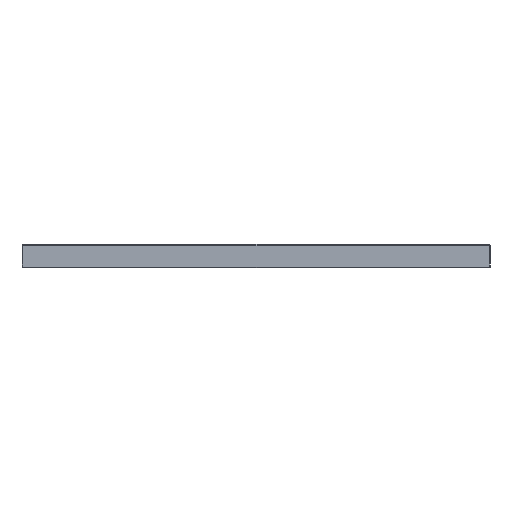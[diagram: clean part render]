
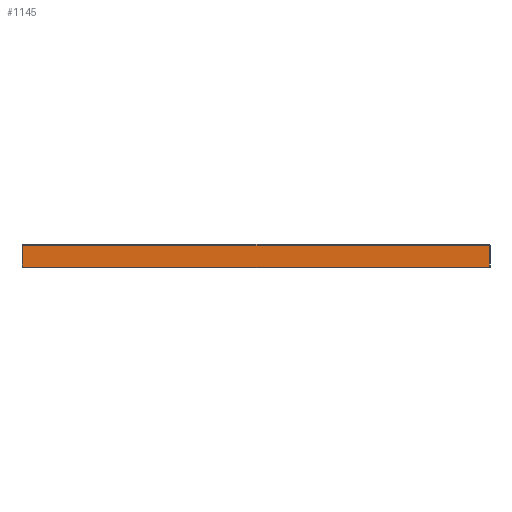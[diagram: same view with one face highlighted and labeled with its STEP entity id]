
A CAD part, left-side view. The second image highlights one B-rep face of the part: STEP entity #1145.
In plain terms, the highlighted planar face has unit normal (-1, 0, 0).
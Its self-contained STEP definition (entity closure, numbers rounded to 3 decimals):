
#516=B_SPLINE_CURVE_WITH_KNOTS('',3,(#10742,#10743,#10744,#10745,#10746,
#10747,#10748,#10749,#10750,#10751,#10752),.UNSPECIFIED.,.F.,.F.,(4,2,1,
1,1,2,4),(0.,0.031,0.062,0.125,0.25,
0.5,1.),.UNSPECIFIED.);
#517=B_SPLINE_CURVE_WITH_KNOTS('',3,(#10754,#10755,#10756,#10757,#10758,
#10759,#10760,#10761,#10762,#10763,#10764,#10765,#10766,#10767),
 .UNSPECIFIED.,.F.,.F.,(4,2,2,2,2,2,4),(0.,0.5,0.75,0.875,0.938,0.969,
1.),.UNSPECIFIED.);
#884=PLANE('',#6962);
#1145=ADVANCED_FACE('',(#1635),#884,.F.);
#1635=FACE_OUTER_BOUND('',#2060,.T.);
#2060=EDGE_LOOP('',(#3590,#3591,#3592,#3593,#3594));
#3590=ORIENTED_EDGE('',*,*,#5603,.F.);
#3591=ORIENTED_EDGE('',*,*,#5605,.T.);
#3592=ORIENTED_EDGE('',*,*,#5589,.T.);
#3593=ORIENTED_EDGE('',*,*,#5606,.T.);
#3594=ORIENTED_EDGE('',*,*,#5607,.T.);
#4810=VERTEX_POINT('',#10706);
#4811=VERTEX_POINT('',#10707);
#4824=VERTEX_POINT('',#10736);
#4825=VERTEX_POINT('',#10738);
#4826=VERTEX_POINT('',#10753);
#5589=EDGE_CURVE('',#4810,#4811,#6219,.T.);
#5603=EDGE_CURVE('',#4824,#4825,#6226,.T.);
#5605=EDGE_CURVE('',#4824,#4810,#6227,.T.);
#5606=EDGE_CURVE('',#4811,#4826,#516,.T.);
#5607=EDGE_CURVE('',#4826,#4825,#517,.T.);
#6219=LINE('',#10705,#6478);
#6226=LINE('',#10737,#6485);
#6227=LINE('',#10741,#6486);
#6478=VECTOR('',#8117,1.);
#6485=VECTOR('',#8144,1.);
#6486=VECTOR('',#8149,1.);
#6962=AXIS2_PLACEMENT_3D('',#10768,#8150,#8151);
#8117=DIRECTION('',(0.,0.,1.));
#8144=DIRECTION('',(0.,0.,1.));
#8149=DIRECTION('',(0.,-1.,0.));
#8150=DIRECTION('',(1.,0.,0.));
#8151=DIRECTION('',(0.,0.,-1.));
#10705=CARTESIAN_POINT('',(-600.,-398.5,39.));
#10706=CARTESIAN_POINT('',(-600.,-398.5,1.));
#10707=CARTESIAN_POINT('',(-600.,-398.5,38.478));
#10736=CARTESIAN_POINT('',(-600.,398.5,1.));
#10737=CARTESIAN_POINT('',(-600.,398.5,39.));
#10738=CARTESIAN_POINT('',(-600.,398.5,38.478));
#10741=CARTESIAN_POINT('',(-600.,-398.5,1.));
#10742=CARTESIAN_POINT('',(-600.,-398.5,38.478));
#10743=CARTESIAN_POINT('',(-600.,-394.349,38.429));
#10744=CARTESIAN_POINT('',(-600.,-390.198,38.462));
#10745=CARTESIAN_POINT('',(-600.,-381.896,38.462));
#10746=CARTESIAN_POINT('',(-600.,-369.443,38.462));
#10747=CARTESIAN_POINT('',(-600.,-340.385,38.462));
#10748=CARTESIAN_POINT('',(-600.,-282.271,38.462));
#10749=CARTESIAN_POINT('',(-600.,-232.458,38.462));
#10750=CARTESIAN_POINT('',(-600.,-132.833,38.462));
#10751=CARTESIAN_POINT('',(-600.,-66.417,38.462));
#10752=CARTESIAN_POINT('',(-600.,0.,38.462));
#10753=CARTESIAN_POINT('',(-600.,0.,38.462));
#10754=CARTESIAN_POINT('',(-600.,0.,38.462));
#10755=CARTESIAN_POINT('',(-600.,66.417,38.462));
#10756=CARTESIAN_POINT('',(-600.,132.833,38.462));
#10757=CARTESIAN_POINT('',(-600.,232.458,38.462));
#10758=CARTESIAN_POINT('',(-600.,265.667,38.462));
#10759=CARTESIAN_POINT('',(-600.,315.479,38.462));
#10760=CARTESIAN_POINT('',(-600.,332.083,38.462));
#10761=CARTESIAN_POINT('',(-600.,356.99,38.462));
#10762=CARTESIAN_POINT('',(-600.,365.292,38.462));
#10763=CARTESIAN_POINT('',(-600.,377.745,38.462));
#10764=CARTESIAN_POINT('',(-600.,381.896,38.462));
#10765=CARTESIAN_POINT('',(-600.,390.198,38.462));
#10766=CARTESIAN_POINT('',(-600.,394.349,38.429));
#10767=CARTESIAN_POINT('',(-600.,398.5,38.478));
#10768=CARTESIAN_POINT('',(-600.,-398.5,39.));
